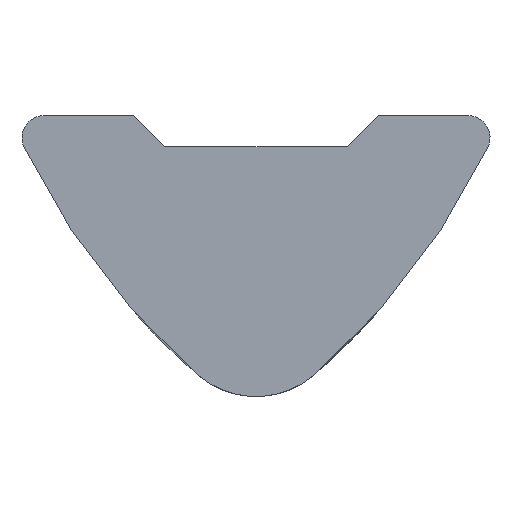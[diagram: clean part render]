
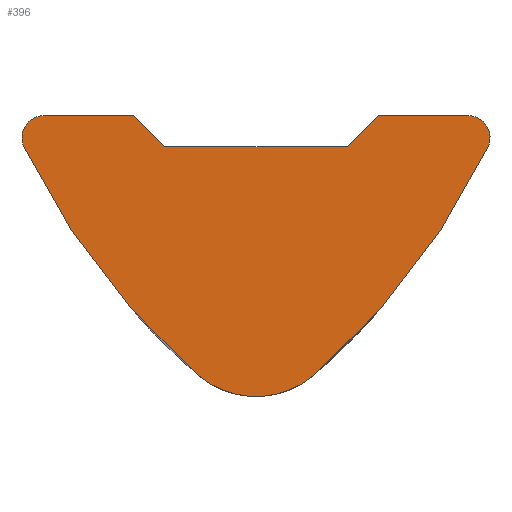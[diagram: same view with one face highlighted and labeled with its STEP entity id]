
A CAD part, front view. The second image highlights one B-rep face of the part: STEP entity #396.
In plain terms, the highlighted planar face has unit normal (0, -1, 0).
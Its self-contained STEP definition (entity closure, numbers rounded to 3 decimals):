
#23=PLANE('',#454);
#41=FACE_OUTER_BOUND('',#59,.T.);
#59=EDGE_LOOP('',(#360,#361,#362,#363,#364,#365,#366,#367,#368,#369));
#79=LINE('',#727,#109);
#87=LINE('',#741,#117);
#92=LINE('',#760,#122);
#98=LINE('',#774,#128);
#99=LINE('',#776,#129);
#109=VECTOR('',#506,1000.);
#117=VECTOR('',#518,1000.);
#122=VECTOR('',#539,1000.);
#128=VECTOR('',#557,1000.);
#129=VECTOR('',#560,1000.);
#140=CIRCLE('',#430,16.);
#142=CIRCLE('',#433,2.);
#144=CIRCLE('',#441,0.5);
#146=CIRCLE('',#444,0.5);
#149=CIRCLE('',#449,16.);
#170=VERTEX_POINT('',#705);
#171=VERTEX_POINT('',#707);
#174=VERTEX_POINT('',#716);
#176=VERTEX_POINT('',#724);
#177=VERTEX_POINT('',#726);
#181=VERTEX_POINT('',#739);
#182=VERTEX_POINT('',#745);
#183=VERTEX_POINT('',#746);
#186=VERTEX_POINT('',#754);
#189=VERTEX_POINT('',#772);
#213=EDGE_CURVE('',#170,#171,#140,.T.);
#219=EDGE_CURVE('',#174,#170,#142,.T.);
#223=EDGE_CURVE('',#176,#177,#79,.T.);
#231=EDGE_CURVE('',#181,#176,#87,.T.);
#233=EDGE_CURVE('',#182,#183,#144,.T.);
#237=EDGE_CURVE('',#171,#186,#146,.T.);
#240=EDGE_CURVE('',#177,#182,#92,.T.);
#244=EDGE_CURVE('',#183,#174,#149,.T.);
#248=EDGE_CURVE('',#189,#181,#98,.T.);
#249=EDGE_CURVE('',#186,#189,#99,.T.);
#360=ORIENTED_EDGE('',*,*,#223,.F.);
#361=ORIENTED_EDGE('',*,*,#231,.F.);
#362=ORIENTED_EDGE('',*,*,#248,.F.);
#363=ORIENTED_EDGE('',*,*,#249,.F.);
#364=ORIENTED_EDGE('',*,*,#237,.F.);
#365=ORIENTED_EDGE('',*,*,#213,.F.);
#366=ORIENTED_EDGE('',*,*,#219,.F.);
#367=ORIENTED_EDGE('',*,*,#244,.F.);
#368=ORIENTED_EDGE('',*,*,#233,.F.);
#369=ORIENTED_EDGE('',*,*,#240,.F.);
#396=ADVANCED_FACE('',(#41),#23,.F.);
#430=AXIS2_PLACEMENT_3D('',#708,#486,#487);
#433=AXIS2_PLACEMENT_3D('',#718,#496,#497);
#441=AXIS2_PLACEMENT_3D('',#747,#524,#525);
#444=AXIS2_PLACEMENT_3D('',#755,#532,#533);
#449=AXIS2_PLACEMENT_3D('',#765,#546,#547);
#454=AXIS2_PLACEMENT_3D('',#777,#561,#562);
#486=DIRECTION('center_axis',(0.,1.,0.));
#487=DIRECTION('ref_axis',(0.,0.,-1.));
#496=DIRECTION('center_axis',(0.,1.,0.));
#497=DIRECTION('ref_axis',(0.,0.,-1.));
#506=DIRECTION('',(0.707,0.,0.707));
#518=DIRECTION('',(1.,0.,0.));
#524=DIRECTION('center_axis',(0.,1.,0.));
#525=DIRECTION('ref_axis',(0.,0.,-1.));
#532=DIRECTION('center_axis',(0.,1.,0.));
#533=DIRECTION('ref_axis',(0.,0.,-1.));
#539=DIRECTION('',(1.,0.,0.));
#546=DIRECTION('center_axis',(0.,1.,0.));
#547=DIRECTION('ref_axis',(0.,0.,-1.));
#557=DIRECTION('',(0.707,0.,-0.707));
#560=DIRECTION('',(1.,0.,0.));
#561=DIRECTION('center_axis',(0.,1.,0.));
#562=DIRECTION('ref_axis',(0.,0.,-1.));
#705=CARTESIAN_POINT('',(-1.315,-14.,-5.807));
#707=CARTESIAN_POINT('',(-5.2,-14.,-0.718));
#708=CARTESIAN_POINT('Origin',(9.203,-14.,6.25));
#716=CARTESIAN_POINT('',(1.315,-14.,-5.807));
#718=CARTESIAN_POINT('Origin',(0.,-14.,-4.3));
#724=CARTESIAN_POINT('',(2.05,-14.,-0.7));
#726=CARTESIAN_POINT('',(2.75,-14.,0.));
#727=CARTESIAN_POINT('',(2.05,-14.,-0.7));
#739=CARTESIAN_POINT('',(-2.05,-14.,-0.7));
#741=CARTESIAN_POINT('',(-2.05,-14.,-0.7));
#745=CARTESIAN_POINT('',(4.75,-14.,0.));
#746=CARTESIAN_POINT('',(5.2,-14.,-0.718));
#747=CARTESIAN_POINT('Origin',(4.75,-14.,-0.5));
#754=CARTESIAN_POINT('',(-4.75,-14.,0.));
#755=CARTESIAN_POINT('Origin',(-4.75,-14.,-0.5));
#760=CARTESIAN_POINT('',(2.75,-14.,0.));
#765=CARTESIAN_POINT('Origin',(-9.203,-14.,6.25));
#772=CARTESIAN_POINT('',(-2.75,-14.,0.));
#774=CARTESIAN_POINT('',(-2.75,-14.,0.));
#776=CARTESIAN_POINT('',(-4.75,-14.,0.));
#777=CARTESIAN_POINT('Origin',(4.75,-14.,-0.5));
